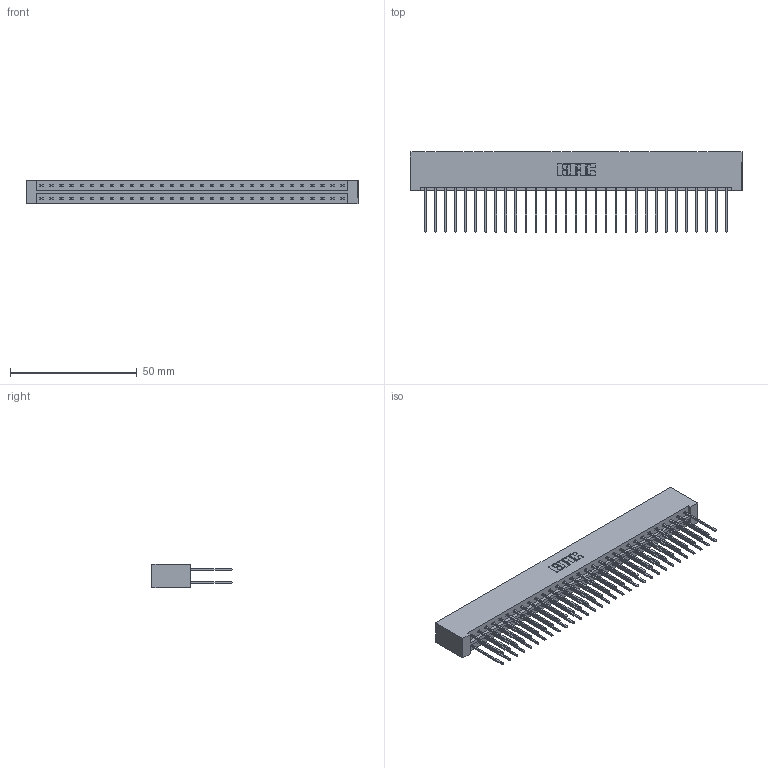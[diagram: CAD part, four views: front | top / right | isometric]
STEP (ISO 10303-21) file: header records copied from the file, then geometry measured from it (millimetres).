
FILE_DESCRIPTION (( 'STEP AP203' ), '1' );
FILE_NAME ('333-062-542-201.STEP', '2018-08-04T08:38:17', ( '' ), ( '' ), 'SwSTEP 2.0', 'SolidWorks 2016', '' );
FILE_SCHEMA (( 'CONFIG_CONTROL_DESIGN' ));
Length unit declared in the file: inch
Products named in the file (3): 333 Part_Lugless; 345-292-001_345-293-142; 333-062-542-201
Assembly tree (63 placements, depth 2):
  333-062-542-201
    333 Part_Lugless
    345-292-001_345-293-142  x62
Bounding box: 131.09 x 31.63 x 9.4 mm (x, y, z)
Volume: 14201.9 mm3; surface area: 18126.3 mm2
Topology: 63 solids, 63 shells, 3330 faces, 9897 edges, 6514 vertices
Faces by surface type: plane 2298, cylinder 1032
Entity records: 21107 total; most frequent: CARTESIAN_POINT 3510, ORIENTED_EDGE 3446, DIRECTION 3011, EDGE_CURVE 1723, LINE 1603, VECTOR 1603, VERTEX_POINT 1146, AXIS2_PLACEMENT_3D 704
